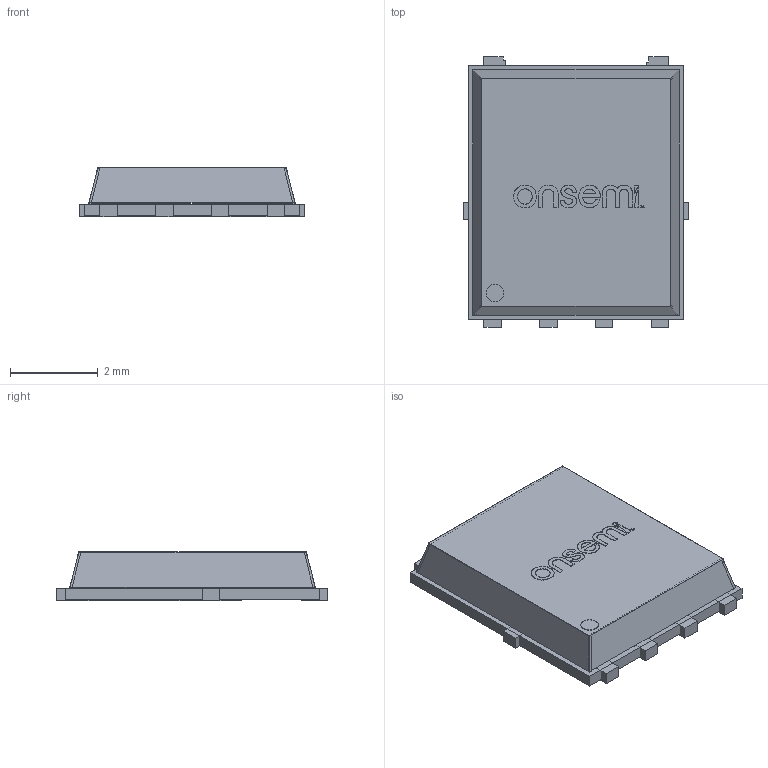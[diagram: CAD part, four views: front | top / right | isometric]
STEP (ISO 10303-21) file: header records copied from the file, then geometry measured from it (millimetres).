
FILE_DESCRIPTION (( 'STEP AP214' ), '1' );
FILE_NAME ('NTMFS4C324NT1G.STEP', '2024-08-01T14:26:34', ( '' ), ( '' ), 'SwSTEP 2.0', 'SolidWorks 2024', '' );
FILE_SCHEMA (( 'AUTOMOTIVE_DESIGN' ));
Length unit declared in the file: millimetre
Products named in the file (18): User Library-User Library-DFN5x6_SO8FL-1_Extruded_2.STEP.STEP; User Library-User Library-DFN5x6_SO8FL-1_Cylinder.STEP.STEP; User Library-User Library-DFN5x6_SO8FL-1_SIDE_S.STEP.STEP; User Library-User Library-DFN5x6_SO8FL-1_Extruded_4.STEP.STEP; User Library-User Library-DFN5x6_SO8FL-1_User Library-DFN5x6_SO8FL.STEP; User Library-User Library-DFN5x6_SO8FL-1_User Library-DFN5x6_SO8FL.STEP.STEP; User Library-User Library-DFN5x6_SO8FL-1_587257496.STEP.STEP; User Library-User Library-DFN5x6_SO8FL-1_500156144.STEP.STEP; User Library-User Library-DFN5x6_SO8FL-1_750905040.STEP.STEP; Onsemi Logo; User Library-User Library-DFN5x6_SO8FL-1_266863104.STEP.STEP; NTMFS4C324NT1G; User Library-User Library-DFN5x6_SO8FL-1_SIDE_L.STEP.STEP; User Library-User Library-DFN5x6_SO8FL-1_Part9.STEP; User Library-User Library-DFN5x6_SO8FL-1_Extruded.STEP.STEP; User Library-User Library-DFN5x6_SO8FL-1_Extruded_5.STEP.STEP; User Library-User Library-DFN5x6_SO8FL-1_Extruded_3.STEP.STEP; User Library-User Library-DFN5x6_SO8FL-1_Free-Models.STEP.STEP
Assembly tree (22 placements, depth 6):
  NTMFS4C324NT1G
    User Library-User Library-DFN5x6_SO8FL-1_User Library-DFN5x6_SO8FL.STEP
      User Library-User Library-DFN5x6_SO8FL-1_User Library-DFN5x6_SO8FL.STEP.STEP
        User Library-User Library-DFN5x6_SO8FL-1_Free-Models.STEP.STEP
          User Library-User Library-DFN5x6_SO8FL-1_SIDE_S.STEP.STEP  x2
            User Library-User Library-DFN5x6_SO8FL-1_Extruded.STEP.STEP
          User Library-User Library-DFN5x6_SO8FL-1_SIDE_L.STEP.STEP  x2
            User Library-User Library-DFN5x6_SO8FL-1_Extruded_2.STEP.STEP
          User Library-User Library-DFN5x6_SO8FL-1_587257496.STEP.STEP
            User Library-User Library-DFN5x6_SO8FL-1_Cylinder.STEP.STEP
          User Library-User Library-DFN5x6_SO8FL-1_750905040.STEP.STEP
            User Library-User Library-DFN5x6_SO8FL-1_Extruded_3.STEP.STEP
          User Library-User Library-DFN5x6_SO8FL-1_266863104.STEP.STEP
            User Library-User Library-DFN5x6_SO8FL-1_Extruded_4.STEP.STEP
          User Library-User Library-DFN5x6_SO8FL-1_500156144.STEP.STEP  x4
            User Library-User Library-DFN5x6_SO8FL-1_Extruded_5.STEP.STEP
      User Library-User Library-DFN5x6_SO8FL-1_Part9.STEP
    Onsemi Logo
Bounding box: 5.15 x 6.17 x 1.13 mm (x, y, z)
Volume: 16 mm3; surface area: 188.7 mm2
Topology: 21 solids, 21 shells, 179 faces, 411 edges, 274 vertices
Faces by surface type: plane 155, bspline 16, cylinder 8
Entity records: 7478 total; most frequent: CARTESIAN_POINT 3247, ORIENTED_EDGE 630, DIRECTION 595, EDGE_CURVE 315, VECTOR 265, LINE 265, VERTEX_POINT 210, AXIS2_PLACEMENT_3D 165
